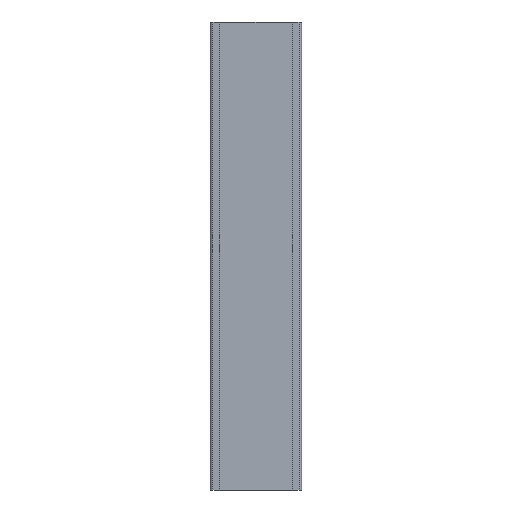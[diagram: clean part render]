
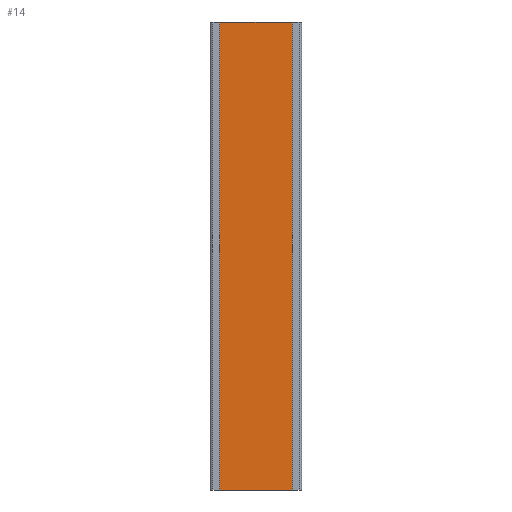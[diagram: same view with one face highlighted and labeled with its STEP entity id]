
A CAD part, front view. The second image highlights one B-rep face of the part: STEP entity #14.
In plain terms, the highlighted planar face has unit normal (0, -1, 0).
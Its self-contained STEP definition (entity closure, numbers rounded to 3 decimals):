
#14 = ADVANCED_FACE ( 'NONE', ( #722 ), #712, .F. ) ;
#105 = CARTESIAN_POINT ( 'NONE',  ( -3.1, 11.202, 0. ) ) ;
#114 = VECTOR ( 'NONE', #1483, 1000. ) ;
#123 = VERTEX_POINT ( 'NONE', #947 ) ;
#164 = VERTEX_POINT ( 'NONE', #473 ) ;
#186 = VECTOR ( 'NONE', #1424, 1000. ) ;
#308 = CARTESIAN_POINT ( 'NONE',  ( -3.1, 11.202, 40. ) ) ;
#333 = LINE ( 'NONE', #826, #689 ) ;
#427 = CARTESIAN_POINT ( 'NONE',  ( -3.1, 11.202, 0. ) ) ;
#466 = DIRECTION ( 'NONE',  ( 0., 1., 0. ) ) ;
#469 = ORIENTED_EDGE ( 'NONE', *, *, #1032, .F. ) ;
#473 = CARTESIAN_POINT ( 'NONE',  ( -3.1, 11.202, 40. ) ) ;
#606 = DIRECTION ( 'NONE',  ( 1., 0., 0. ) ) ;
#611 = AXIS2_PLACEMENT_3D ( 'NONE', #1569, #466, #1299 ) ;
#689 = VECTOR ( 'NONE', #606, 1000. ) ;
#712 = PLANE ( 'NONE',  #611 ) ;
#722 = FACE_OUTER_BOUND ( 'NONE', #1390, .T. ) ;
#810 = DIRECTION ( 'NONE',  ( 0., 0., -1. ) ) ;
#826 = CARTESIAN_POINT ( 'NONE',  ( -3.1, 11.202, 40. ) ) ;
#856 = VERTEX_POINT ( 'NONE', #427 ) ;
#877 = EDGE_CURVE ( 'NONE', #164, #856, #1411, .T. ) ;
#947 = CARTESIAN_POINT ( 'NONE',  ( 3.1, 11.202, 0. ) ) ;
#954 = EDGE_CURVE ( 'NONE', #856, #123, #1318, .T. ) ;
#962 = ORIENTED_EDGE ( 'NONE', *, *, #954, .T. ) ;
#1032 = EDGE_CURVE ( 'NONE', #164, #1542, #333, .T. ) ;
#1196 = CARTESIAN_POINT ( 'NONE',  ( 3.1, 11.202, 40. ) ) ;
#1211 = ORIENTED_EDGE ( 'NONE', *, *, #877, .T. ) ;
#1217 = LINE ( 'NONE', #1461, #114 ) ;
#1299 = DIRECTION ( 'NONE',  ( 0., 0., 1. ) ) ;
#1318 = LINE ( 'NONE', #105, #186 ) ;
#1322 = EDGE_CURVE ( 'NONE', #1542, #123, #1217, .T. ) ;
#1390 = EDGE_LOOP ( 'NONE', ( #962, #1412, #469, #1211 ) ) ;
#1411 = LINE ( 'NONE', #308, #1559 ) ;
#1412 = ORIENTED_EDGE ( 'NONE', *, *, #1322, .F. ) ;
#1424 = DIRECTION ( 'NONE',  ( 1., 0., 0. ) ) ;
#1461 = CARTESIAN_POINT ( 'NONE',  ( 3.1, 11.202, 40. ) ) ;
#1483 = DIRECTION ( 'NONE',  ( 0., 0., -1. ) ) ;
#1542 = VERTEX_POINT ( 'NONE', #1196 ) ;
#1559 = VECTOR ( 'NONE', #810, 1000. ) ;
#1569 = CARTESIAN_POINT ( 'NONE',  ( -3.1, 11.202, 40. ) ) ;
